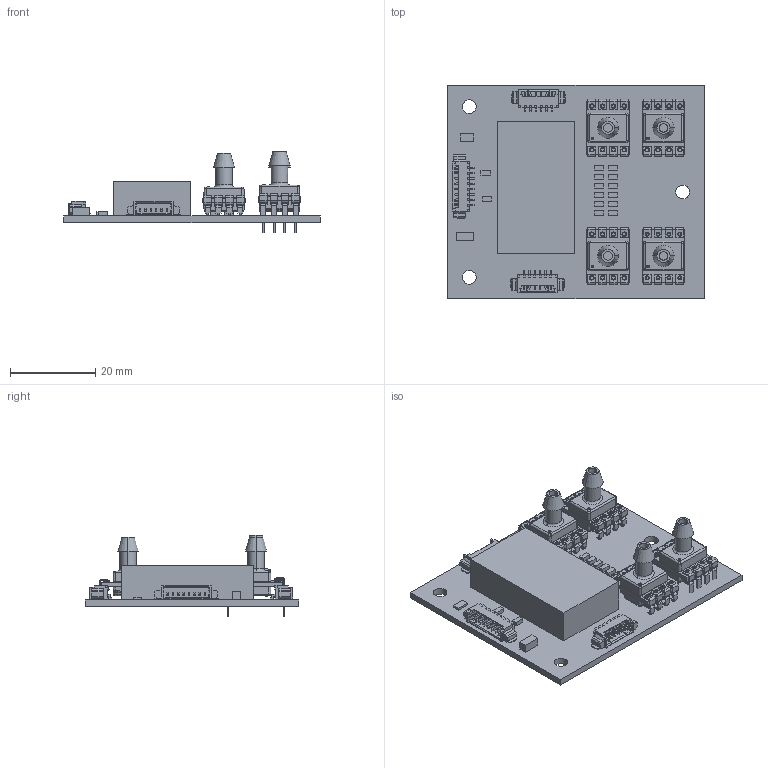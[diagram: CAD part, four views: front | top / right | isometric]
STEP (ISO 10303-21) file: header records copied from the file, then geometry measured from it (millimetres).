
FILE_DESCRIPTION((''),'2;1');
FILE_NAME('ASM0002_ASM','2020-04-18T11:07:49',('mmaggiali'),(''),'CREO PARAMETRIC BY PTC INC, 2019344','CREO PARAMETRIC BY PTC INC, 2019344','');
FILE_SCHEMA(('CONFIG_CONTROL_DESIGN'));
Length unit declared in the file: inch
Products named in the file (10): ASM0002; 0805; TP-1206; 2717; 0603; PICOBLADE-8X1-MALE90-P125; HSCMAND160MD2A5; HSCDANN150PG2A5; PICOBLADE-6X1-MALE90-P125; ASM0002_ASM
Assembly tree (25 placements, depth 2):
  ASM0002_ASM
    ASM0002
    0805
    TP-1206
    2717
    0603  x14
    PICOBLADE-8X1-MALE90-P125
    HSCMAND160MD2A5  x3
    HSCDANN150PG2A5
    PICOBLADE-6X1-MALE90-P125  x2
Bounding box: 60 x 50 x 19.16 mm (x, y, z)
Volume: 11600.2 mm3; surface area: 13006.7 mm2
Topology: 25 solids, 25 shells, 3752 faces, 9418 edges, 5850 vertices
Faces by surface type: plane 2482, cylinder 494, torus 296, cone 288, bspline 176, sphere 16
Entity records: 61516 total; most frequent: CARTESIAN_POINT 13866, DIRECTION 9870, ORIENTED_EDGE 9864, EDGE_CURVE 4932, VECTOR 3400, LINE 3400, AXIS2_PLACEMENT_3D 3235, VERTEX_POINT 3076
